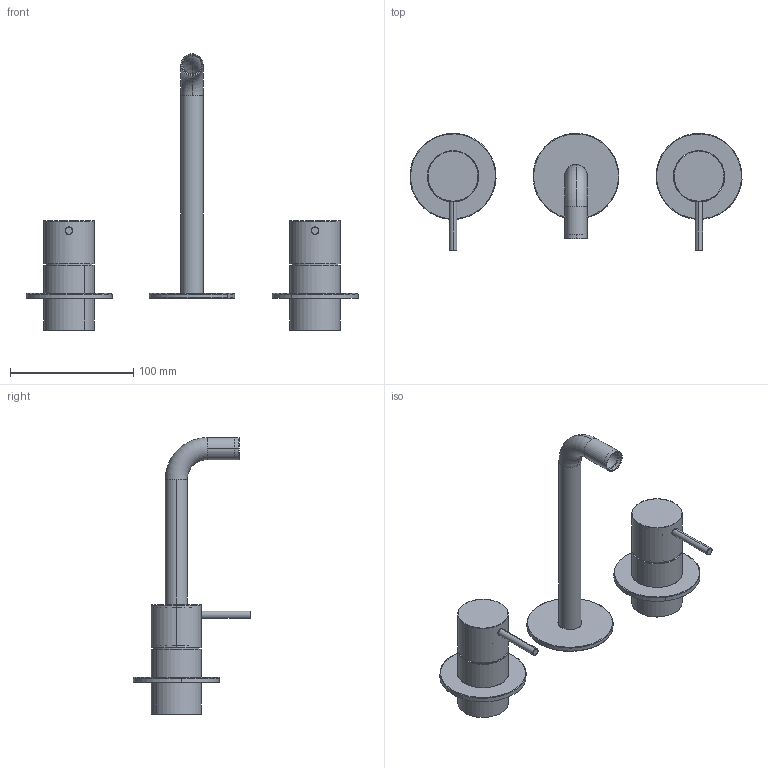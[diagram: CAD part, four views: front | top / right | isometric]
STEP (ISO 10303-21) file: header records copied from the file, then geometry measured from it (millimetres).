
FILE_DESCRIPTION (( 'STEP AP214' ), '1' );
FILE_NAME ('C35.0041 3D.STEP', '2023-01-19T10:20:07', ( '' ), ( '' ), 'SwSTEP 2.0', 'SolidWorks 2022', '' );
FILE_SCHEMA (( 'AUTOMOTIVE_DESIGN' ));
Length unit declared in the file: millimetre
Products named in the file (8): 0044.000.23.STEP; 0041.008.00.STEP; C35.0041 3D; C35.0041.STEP; 0110.002.00.STEP; 0039.015.00.STEP; 0196-13-BICA_PAREDE__18R25_T1.675.19.STEP; 0110.003.00.STEP
Assembly tree (11 placements, depth 3):
  C35.0041 3D
    C35.0041.STEP
      0110.002.00.STEP  x2
      0110.003.00.STEP  x2
      0039.015.00.STEP  x2
      0041.008.00.STEP
      0044.000.23.STEP  x2
      0196-13-BICA_PAREDE__18R25_T1.675.19.STEP
Bounding box: 269.89 x 95.46 x 225 mm (x, y, z)
Volume: 134125 mm3; surface area: 100136.9 mm2
Topology: 10 solids, 10 shells, 388 faces, 952 edges, 602 vertices
Faces by surface type: cylinder 144, plane 140, cone 76, torus 28
Entity records: 7343 total; most frequent: CARTESIAN_POINT 1530, DIRECTION 1259, ORIENTED_EDGE 1098, EDGE_CURVE 549, AXIS2_PLACEMENT_3D 497, VERTEX_POINT 346, VECTOR 265, LINE 265
